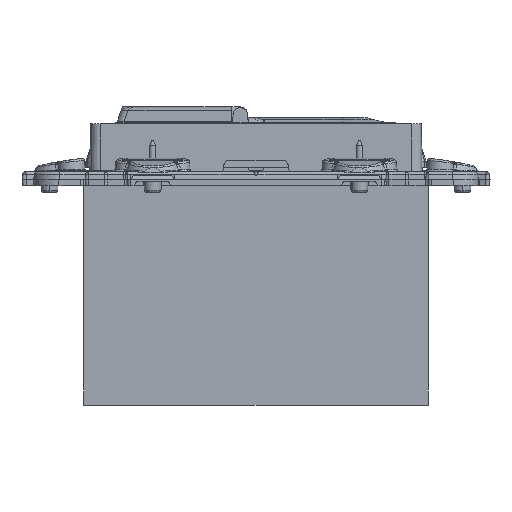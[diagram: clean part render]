
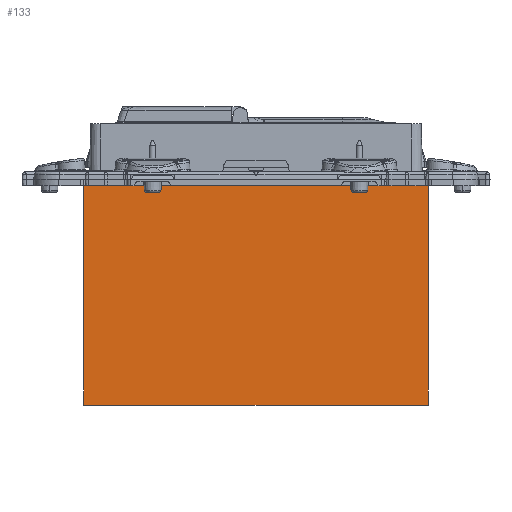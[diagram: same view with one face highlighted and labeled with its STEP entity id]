
A CAD part, left-side view. The second image highlights one B-rep face of the part: STEP entity #133.
In plain terms, the highlighted planar face has unit normal (-1, 0, 0).
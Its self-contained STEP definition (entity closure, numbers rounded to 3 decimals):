
#90=AXIS2_PLACEMENT_3D('Plane Axis2P3D',#87,#88,#89) ;
#42=CARTESIAN_POINT('Vertex',(-27.5,27.5,-39.935)) ;
#45=CARTESIAN_POINT('Line Origine',(-27.5,27.5,-22.435)) ;
#49=CARTESIAN_POINT('Vertex',(-27.5,27.5,-4.935)) ;
#87=CARTESIAN_POINT('Axis2P3D Location',(-27.5,-27.5,-4.935)) ;
#92=CARTESIAN_POINT('Line Origine',(-27.5,0.,-39.935)) ;
#96=CARTESIAN_POINT('Vertex',(-27.5,-27.5,-39.935)) ;
#99=CARTESIAN_POINT('Line Origine',(-27.5,-27.5,-22.435)) ;
#103=CARTESIAN_POINT('Vertex',(-27.5,-27.5,-4.935)) ;
#106=CARTESIAN_POINT('Line Origine',(-27.5,-11.692,-4.935)) ;
#110=CARTESIAN_POINT('Vertex',(-27.5,4.117,-4.935)) ;
#113=CARTESIAN_POINT('Line Origine',(-27.5,6.749,-4.935)) ;
#117=CARTESIAN_POINT('Vertex',(-27.5,9.38,-4.935)) ;
#120=CARTESIAN_POINT('Line Origine',(-27.5,18.44,-4.935)) ;
#46=DIRECTION('Vector Direction',(0.,0.,-1.)) ;
#88=DIRECTION('Axis2P3D Direction',(-1.,0.,0.)) ;
#89=DIRECTION('Axis2P3D XDirection',(0.,1.,0.)) ;
#93=DIRECTION('Vector Direction',(0.,1.,0.)) ;
#100=DIRECTION('Vector Direction',(0.,0.,-1.)) ;
#107=DIRECTION('Vector Direction',(0.,1.,0.)) ;
#114=DIRECTION('Vector Direction',(0.,1.,0.)) ;
#121=DIRECTION('Vector Direction',(0.,1.,0.)) ;
#47=VECTOR('Line Direction',#46,1.) ;
#94=VECTOR('Line Direction',#93,1.) ;
#101=VECTOR('Line Direction',#100,1.) ;
#108=VECTOR('Line Direction',#107,1.) ;
#115=VECTOR('Line Direction',#114,1.) ;
#122=VECTOR('Line Direction',#121,1.) ;
#126=ORIENTED_EDGE('',*,*,#98,.T.) ;
#127=ORIENTED_EDGE('',*,*,#105,.F.) ;
#128=ORIENTED_EDGE('',*,*,#112,.F.) ;
#129=ORIENTED_EDGE('',*,*,#119,.F.) ;
#130=ORIENTED_EDGE('',*,*,#124,.F.) ;
#131=ORIENTED_EDGE('',*,*,#51,.T.) ;
#133=ADVANCED_FACE('PartBody',(#132),#91,.T.) ;
#51=EDGE_CURVE('',#50,#43,#48,.T.) ;
#98=EDGE_CURVE('',#43,#97,#95,.F.) ;
#105=EDGE_CURVE('',#104,#97,#102,.T.) ;
#112=EDGE_CURVE('',#111,#104,#109,.F.) ;
#119=EDGE_CURVE('',#118,#111,#116,.F.) ;
#124=EDGE_CURVE('',#50,#118,#123,.F.) ;
#125=EDGE_LOOP('',(#126,#127,#128,#129,#130,#131)) ;
#132=FACE_OUTER_BOUND('',#125,.T.) ;
#48=LINE('Line',#45,#47) ;
#95=LINE('Line',#92,#94) ;
#102=LINE('Line',#99,#101) ;
#109=LINE('Line',#106,#108) ;
#116=LINE('Line',#113,#115) ;
#123=LINE('Line',#120,#122) ;
#91=PLANE('',#90) ;
#43=VERTEX_POINT('',#42) ;
#50=VERTEX_POINT('',#49) ;
#97=VERTEX_POINT('',#96) ;
#104=VERTEX_POINT('',#103) ;
#111=VERTEX_POINT('',#110) ;
#118=VERTEX_POINT('',#117) ;
